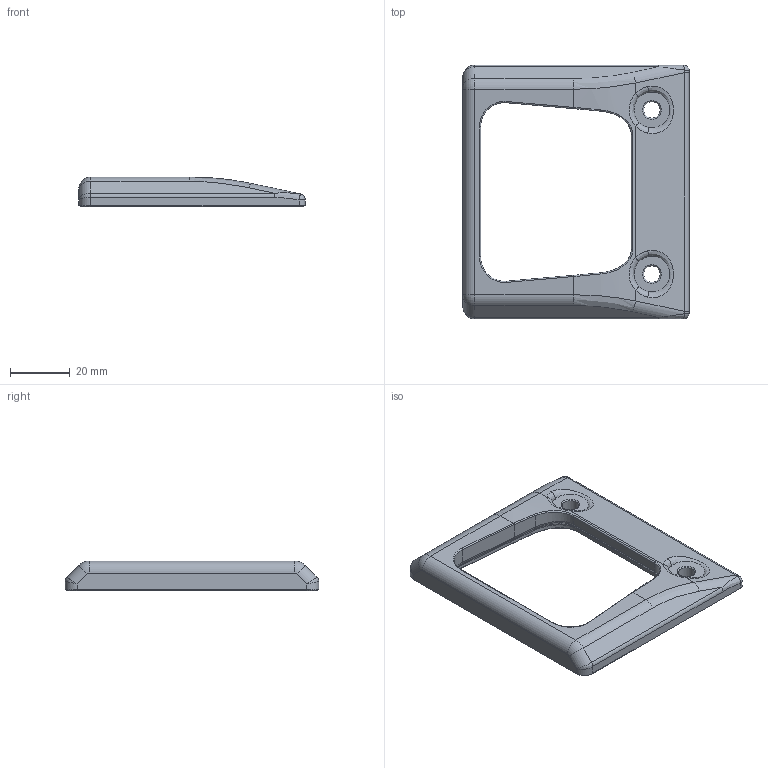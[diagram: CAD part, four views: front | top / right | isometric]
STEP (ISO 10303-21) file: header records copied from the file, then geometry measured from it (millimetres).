
FILE_DESCRIPTION(/* description */ ('STEP AP242','CAx-IF Rec.Pracs.---Representation and Presentation of Product Manufacturing Information (PMI)---4.0---2014-10-13','CAx-IF Rec.Pracs.---3D Tessellated Geometry---0.4---2014-09-14','2;1'),/* implementation_level */ '2;1');
FILE_NAME(/* name */ '666a428e17bb782d575e3934',/* time_stamp */ '2024-06-13T00:51:27Z',/* author */ (''),/* organization */ (''),/* preprocessor_version */ 'ST-DEVELOPER v20',/* originating_system */ ' ',/* authorisation */ ' ');
FILE_SCHEMA (('AP242_MANAGED_MODEL_BASED_3D_ENGINEERING_MIM_LF { 1 0 10303 442 1 1 4 }'));
Length unit declared in the file: metre
Products named in the file (1): Part 1
Bounding box: 75.83 x 85 x 10 mm (x, y, z)
Volume: 24798.8 mm3; surface area: 10928.4 mm2
Topology: 1 solids, 1 shells, 141 faces, 311 edges, 169 vertices
Faces by surface type: bspline 53, cylinder 39, plane 33, cone 12, sphere 2, torus 2
Full cylindrical faces by diameter (mm): 4.7 x2, 5.5 x2
Entity records: 5709 total; most frequent: CARTESIAN_POINT 2993, ORIENTED_EDGE 590, DIRECTION 487, EDGE_CURVE 295, AXIS2_PLACEMENT_3D 192, VERTEX_POINT 167, EDGE_LOOP 158, FACE_BOUND 158
